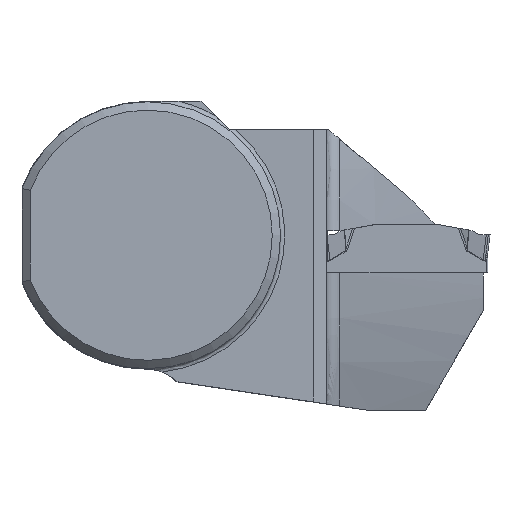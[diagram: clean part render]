
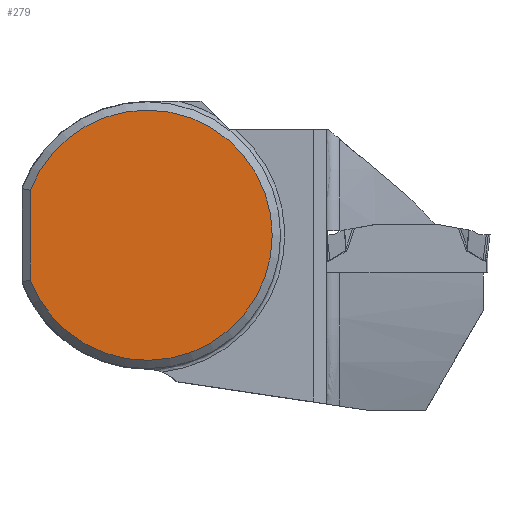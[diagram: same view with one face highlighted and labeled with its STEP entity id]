
A CAD part, top view. The second image highlights one B-rep face of the part: STEP entity #279.
In plain terms, the highlighted planar face has unit normal (0, 0, 1).
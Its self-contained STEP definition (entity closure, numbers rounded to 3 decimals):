
#225=PLANE('',#2047);
#279=ADVANCED_FACE('',(#411),#225,.F.);
#411=FACE_OUTER_BOUND('',#519,.T.);
#519=EDGE_LOOP('',(#980,#981));
#629=CIRCLE('',#2046,15.);
#693=LINE('',#2802,#816);
#816=VECTOR('',#2271,1.);
#980=ORIENTED_EDGE('',*,*,#1713,.F.);
#981=ORIENTED_EDGE('',*,*,#1714,.T.);
#1526=VERTEX_POINT('',#2803);
#1527=VERTEX_POINT('',#2804);
#1713=EDGE_CURVE('',#1526,#1527,#693,.T.);
#1714=EDGE_CURVE('',#1526,#1527,#629,.T.);
#2046=AXIS2_PLACEMENT_3D('',#2805,#2272,#2273);
#2047=AXIS2_PLACEMENT_3D('',#2806,#2274,#2275);
#2271=DIRECTION('',(0.,1.,0.));
#2272=DIRECTION('',(0.,0.,1.));
#2273=DIRECTION('',(1.,0.,0.));
#2274=DIRECTION('',(0.,0.,-1.));
#2275=DIRECTION('',(1.,0.,0.));
#2802=CARTESIAN_POINT('',(-14.,0.,0.325));
#2803=CARTESIAN_POINT('',(-14.,-5.385,0.325));
#2804=CARTESIAN_POINT('',(-14.,5.385,0.325));
#2805=CARTESIAN_POINT('',(0.,0.,0.325));
#2806=CARTESIAN_POINT('',(0.,0.,0.325));
